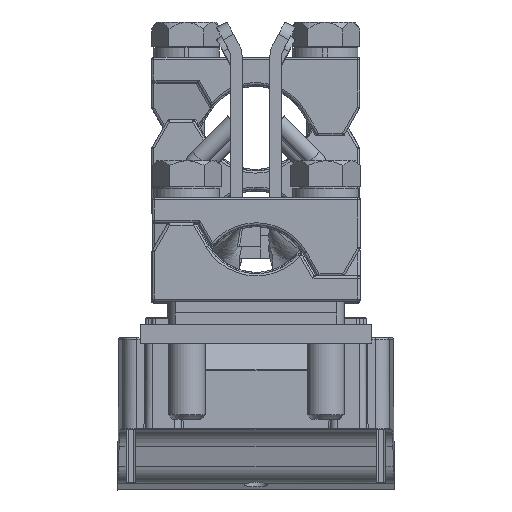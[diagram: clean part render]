
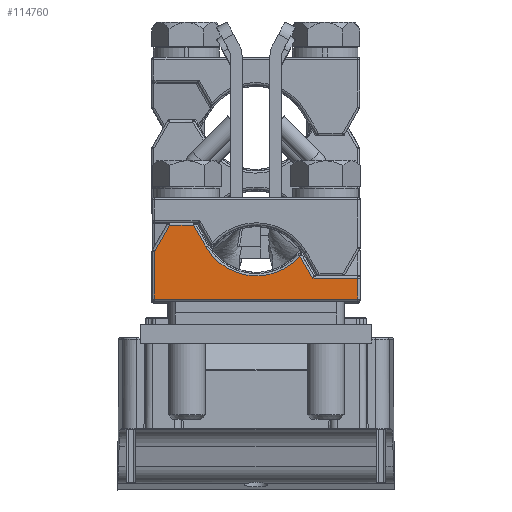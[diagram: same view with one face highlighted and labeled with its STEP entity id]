
A CAD part, top view. The second image highlights one B-rep face of the part: STEP entity #114760.
In plain terms, the highlighted face is planar.
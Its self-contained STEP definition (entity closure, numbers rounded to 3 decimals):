
#106442=DIRECTION('',(0.,0.,
1.));
#106443=VECTOR('',#106442,4.5);
#106444=CARTESIAN_POINT('',(22.,-12.5,
0.5));
#106445=LINE('',#106444,#106443);
#106477=DIRECTION('',(-1.,0.,0.));
#106478=VECTOR('',#106477,9.211);
#106479=CARTESIAN_POINT('',(22.,-12.5,
5.));
#106480=LINE('',#106479,#106478);
#106481=DIRECTION('',(-1.,0.,0.));
#106482=VECTOR('',#106481,0.577);
#106483=CARTESIAN_POINT('',(12.789,-12.5,5.));
#106484=LINE('',#106483,#106482);
#106500=CARTESIAN_POINT('',(12.211,-12.5,
5.));
#106506=DIRECTION('',(0.5,0.,0.866));
#106507=VECTOR('',#106506,6.506);
#106508=CARTESIAN_POINT('',(-22.,-12.5,
10.866));
#106509=LINE('',#106508,#106507);
#106510=DIRECTION('',(0.5,0.,-0.866));
#106511=VECTOR('',#106510,5.485);
#106512=CARTESIAN_POINT('',(-13.568,-12.5,
16.5));
#106513=LINE('',#106512,#106511);
#106514=CARTESIAN_POINT('',(0.,-12.499,
18.001));
#106515=DIRECTION('',(0.,-1.,
0.));
#106516=DIRECTION('',(-0.866,0.,
-0.5));
#106517=AXIS2_PLACEMENT_3D('',#106514,#106515,#106516);
#106519=DIRECTION('',(0.5,0.,-0.866));
#106520=VECTOR('',#106519,5.547);
#106521=CARTESIAN_POINT('',(9.438,-12.5,
9.804));
#106522=LINE('',#106521,#106520);
#106523=DIRECTION('',(1.,0.,0.));
#106524=VECTOR('',#106523,44.);
#106525=CARTESIAN_POINT('',(-22.,-12.5,
0.5));
#106526=LINE('',#106525,#106524);
#106556=DIRECTION('',(0.,0.,-1.));
#106557=VECTOR('',#106556,10.366);
#106558=CARTESIAN_POINT('',(-22.,-12.5,
10.866));
#106559=LINE('',#106558,#106557);
#106808=DIRECTION('',(-1.,0.,
0.));
#106809=VECTOR('',#106808,5.179);
#106810=CARTESIAN_POINT('',(-13.568,-12.5,
16.5));
#106811=LINE('',#106810,#106809);
#107469=CARTESIAN_POINT('',(9.438,-12.5,
9.804));
#107470=VERTEX_POINT('',#107469);
#107471=CARTESIAN_POINT('',(-10.825,-12.5,
11.75));
#107472=VERTEX_POINT('',#107471);
#107473=VERTEX_POINT('',#106500);
#107545=CARTESIAN_POINT('',(-22.,-12.5,10.866));
#107546=VERTEX_POINT('',#107545);
#107547=CARTESIAN_POINT('',(-18.747,-12.5,16.5));
#107548=VERTEX_POINT('',#107547);
#107549=CARTESIAN_POINT('',(12.789,-12.5,5.));
#107550=VERTEX_POINT('',#107549);
#107551=CARTESIAN_POINT('',(22.,-12.5,
5.));
#107552=VERTEX_POINT('',#107551);
#107553=CARTESIAN_POINT('',(22.,-12.5,
0.5));
#107554=VERTEX_POINT('',#107553);
#107555=CARTESIAN_POINT('',(-22.,-12.5,
0.5));
#107556=VERTEX_POINT('',#107555);
#107557=CARTESIAN_POINT('',(-13.568,-12.5,
16.5));
#107558=VERTEX_POINT('',#107557);
#114737=CARTESIAN_POINT('',(0.,-12.5,0.));
#114738=DIRECTION('',(0.,1.,0.));
#114739=DIRECTION('',(0.,0.,-1.));
#114740=AXIS2_PLACEMENT_3D('',#114737,#114738,#114739);
#114741=PLANE('',#114740);
#114742=ORIENTED_EDGE('',*,*,#114612,.F.);
#114743=ORIENTED_EDGE('',*,*,#114610,.F.);
#114744=ORIENTED_EDGE('',*,*,#114568,.F.);
#114746=ORIENTED_EDGE('',*,*,#114745,.F.);
#114748=ORIENTED_EDGE('',*,*,#114747,.F.);
#114750=ORIENTED_EDGE('',*,*,#114749,.T.);
#114752=ORIENTED_EDGE('',*,*,#114751,.F.);
#114754=ORIENTED_EDGE('',*,*,#114753,.T.);
#114756=ORIENTED_EDGE('',*,*,#114755,.T.);
#114757=ORIENTED_EDGE('',*,*,#114722,.T.);
#114758=EDGE_LOOP('',(#114742,#114743,#114744,#114746,#114748,#114750,#114752,
#114754,#114756,#114757));
#114759=FACE_OUTER_BOUND('',#114758,.F.);
#106518=CIRCLE('',#106517,12.501);
#114568=EDGE_CURVE('',#107554,#107552,#106445,.T.);
#114610=EDGE_CURVE('',#107552,#107550,#106480,.T.);
#114612=EDGE_CURVE('',#107550,#107473,#106484,.T.);
#114722=EDGE_CURVE('',#107470,#107473,#106522,.T.);
#114745=EDGE_CURVE('',#107556,#107554,#106526,.T.);
#114747=EDGE_CURVE('',#107546,#107556,#106559,.T.);
#114749=EDGE_CURVE('',#107546,#107548,#106509,.T.);
#114751=EDGE_CURVE('',#107558,#107548,#106811,.T.);
#114753=EDGE_CURVE('',#107558,#107472,#106513,.T.);
#114755=EDGE_CURVE('',#107472,#107470,#106518,.T.);
#114760=ADVANCED_FACE('',(#114759),#114741,.F.);
